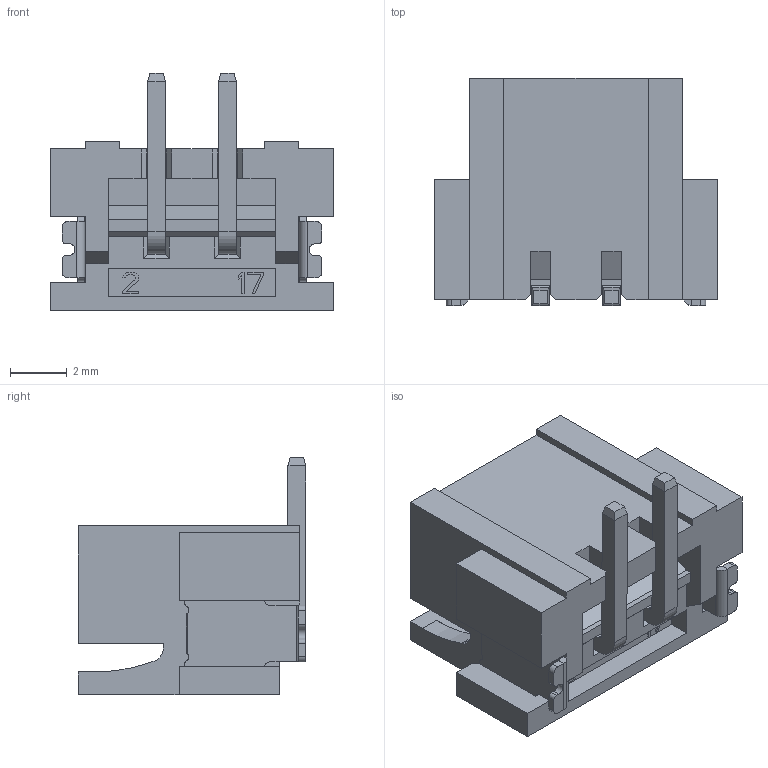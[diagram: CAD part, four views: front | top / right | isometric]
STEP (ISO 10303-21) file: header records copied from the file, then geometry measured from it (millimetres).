
FILE_DESCRIPTION((''),'2;1');
FILE_NAME('250-WTB-M-ST-SMT-CONN-2P','2019-09-29T',('Administrator'),(''),'PRO/ENGINEER BY PARAMETRIC TECHNOLOGY CORPORATION, 2009440','PRO/ENGINEER BY PARAMETRIC TECHNOLOGY CORPORATION, 2009440','');
FILE_SCHEMA(('CONFIG_CONTROL_DESIGN'));
Length unit declared in the file: millimetre
Products named in the file (1): 250-WTB-M-ST-SMT-CONN-2P
Bounding box: 10 x 8.01 x 8.36 mm (x, y, z)
Volume: 205.2 mm3; surface area: 584.9 mm2
Topology: 1 solids, 1 shells, 306 faces, 864 edges, 558 vertices
Faces by surface type: plane 256, cylinder 50
Entity records: 9774 total; most frequent: CARTESIAN_POINT 1740, ORIENTED_EDGE 1728, DIRECTION 1568, EDGE_CURVE 864, VECTOR 756, LINE 756, VERTEX_POINT 558, AXIS2_PLACEMENT_3D 406
